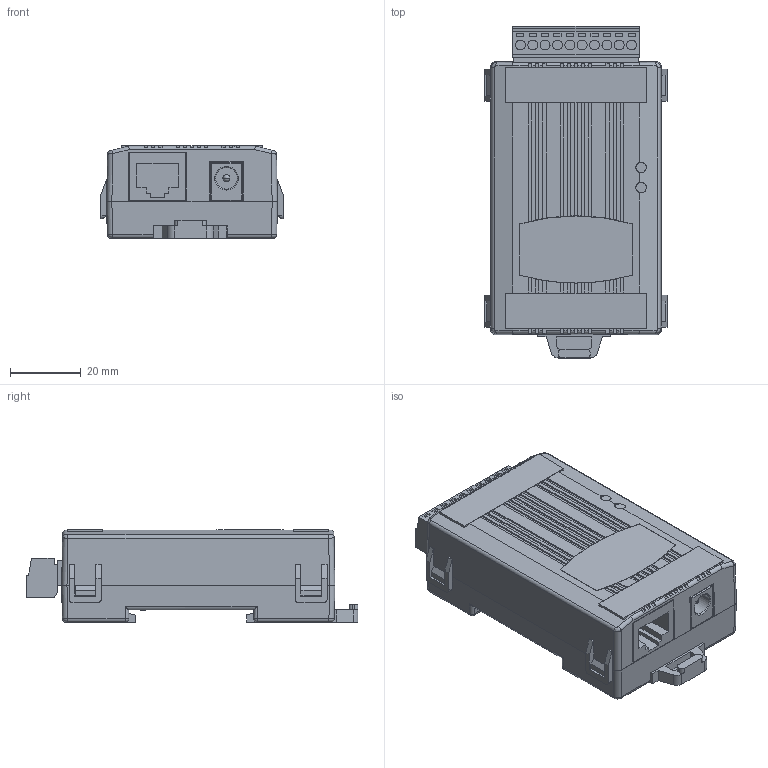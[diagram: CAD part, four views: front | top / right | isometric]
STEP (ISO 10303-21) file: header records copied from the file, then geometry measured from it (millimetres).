
FILE_DESCRIPTION (( 'STEP AP203' ), '1' );
FILE_NAME ('tGW-735.STEP', '2018-06-05T04:01:17', ( 'user' ), ( '' ), 'SwSTEP 2.0', 'SolidWorks 2013', '' );
FILE_SCHEMA (( 'CONFIG_CONTROL_DESIGN' ));
Length unit declared in the file: millimetre
Products named in the file (13): tds-03.sldasm-Part-1; tGW-735_PCB; tds-03.sldasm-Part-2; ME030-35010; 4SIV1W0000007; MC420-35010; 導光柱; MC420-35010_90; tGW-735; 2DJ018-1_DS-210B; 2DSD008_MK-22D10; 2DJ029
Assembly tree (13 placements, depth 4):
  tGW-735
    tGW-735_PCB
      tGW-735_PCB
      MC420-35010_90
        ME030-35010
        MC420-35010
      2DJ018-1_DS-210B
      2DSD008_MK-22D10
      2DJ029
    tds-03.sldasm-Part-1
    tds-03.sldasm-Part-2
    4SIV1W0000007
    導光柱  x2
Bounding box: 51.6 x 94.06 x 26.2 mm (x, y, z)
Volume: 37759.4 mm3; surface area: 45755.8 mm2
Topology: 11 solids, 11 shells, 1437 faces, 3716 edges, 2387 vertices
Faces by surface type: plane 1261, cylinder 144, sphere 22, bspline 8, torus 2
Entity records: 44297 total; most frequent: CARTESIAN_POINT 7956, ORIENTED_EDGE 7392, DIRECTION 6838, EDGE_CURVE 3696, LINE 3296, VECTOR 3296, VERTEX_POINT 2377, AXIS2_PLACEMENT_3D 1771
